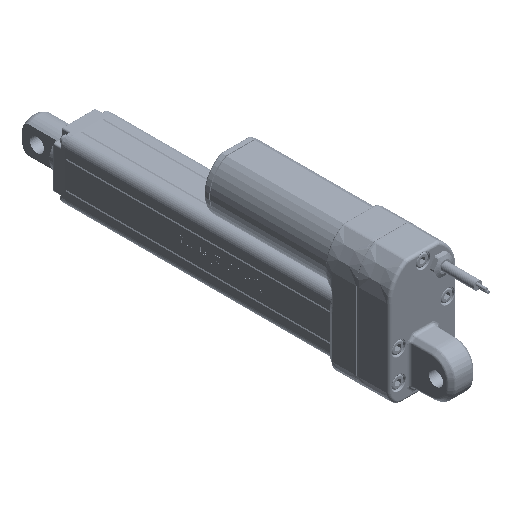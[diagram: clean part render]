
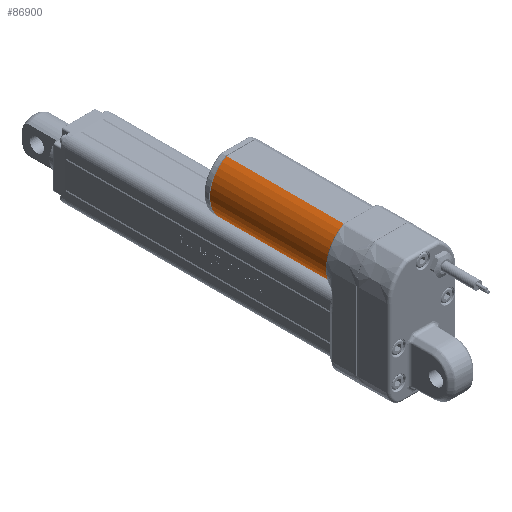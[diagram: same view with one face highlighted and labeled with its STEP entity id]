
A CAD part, isometric view. The second image highlights one B-rep face of the part: STEP entity #86900.
In plain terms, the highlighted cylindrical face has radius 22.5 mm (diameter 45 mm), a partial arc.
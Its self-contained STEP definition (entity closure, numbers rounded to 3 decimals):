
#72353=CARTESIAN_POINT('',(0.,-7.,0.));
#72354=DIRECTION('',(0.,-1.,0.));
#72355=DIRECTION('',(0.889,0.,0.458));
#72356=AXIS2_PLACEMENT_3D('',#72353,#72354,#72355);
#77201=DIRECTION('',(0.,-1.,0.));
#77202=VECTOR('',#77201,86.5);
#77203=CARTESIAN_POINT('',(20.,-7.,10.308));
#77204=LINE('',#77203,#77202);
#77208=DIRECTION('',(0.,-1.,0.));
#77209=VECTOR('',#77208,86.5);
#77210=CARTESIAN_POINT('',(-20.,-7.,10.308));
#77211=LINE('',#77210,#77209);
#77546=CARTESIAN_POINT('',(0.,-93.5,0.));
#77547=DIRECTION('',(0.,1.,0.));
#77548=DIRECTION('',(-0.889,0.,0.458));
#77549=AXIS2_PLACEMENT_3D('',#77546,#77547,#77548);
#77888=CARTESIAN_POINT('',(20.,-93.5,10.308));
#77890=VERTEX_POINT('',#77888);
#77902=CARTESIAN_POINT('',(20.,-7.,10.308));
#77903=VERTEX_POINT('',#77902);
#77905=CARTESIAN_POINT('',(-20.,-93.5,10.308));
#77907=VERTEX_POINT('',#77905);
#77929=CARTESIAN_POINT('',(-20.,-7.,10.308));
#77931=VERTEX_POINT('',#77929);
#86886=CARTESIAN_POINT('',(0.,0.,0.));
#86887=DIRECTION('',(0.,-1.,0.));
#86888=DIRECTION('',(1.,0.,0.));
#86889=AXIS2_PLACEMENT_3D('',#86886,#86887,#86888);
#86890=CYLINDRICAL_SURFACE('',#86889,22.5);
#86891=ORIENTED_EDGE('',*,*,#78080,.F.);
#86893=ORIENTED_EDGE('',*,*,#86892,.T.);
#86895=ORIENTED_EDGE('',*,*,#86894,.F.);
#86897=ORIENTED_EDGE('',*,*,#86896,.F.);
#86898=EDGE_LOOP('',(#86891,#86893,#86895,#86897));
#86899=FACE_OUTER_BOUND('',#86898,.F.);
#86900=ADVANCED_FACE('',(#86899),#86890,.T.);
#72357=CIRCLE('',#72356,22.5);
#77550=CIRCLE('',#77549,22.5);
#78080=EDGE_CURVE('',#77903,#77931,#72357,.T.);
#86892=EDGE_CURVE('',#77903,#77890,#77204,.T.);
#86894=EDGE_CURVE('',#77907,#77890,#77550,.T.);
#86896=EDGE_CURVE('',#77931,#77907,#77211,.T.);
